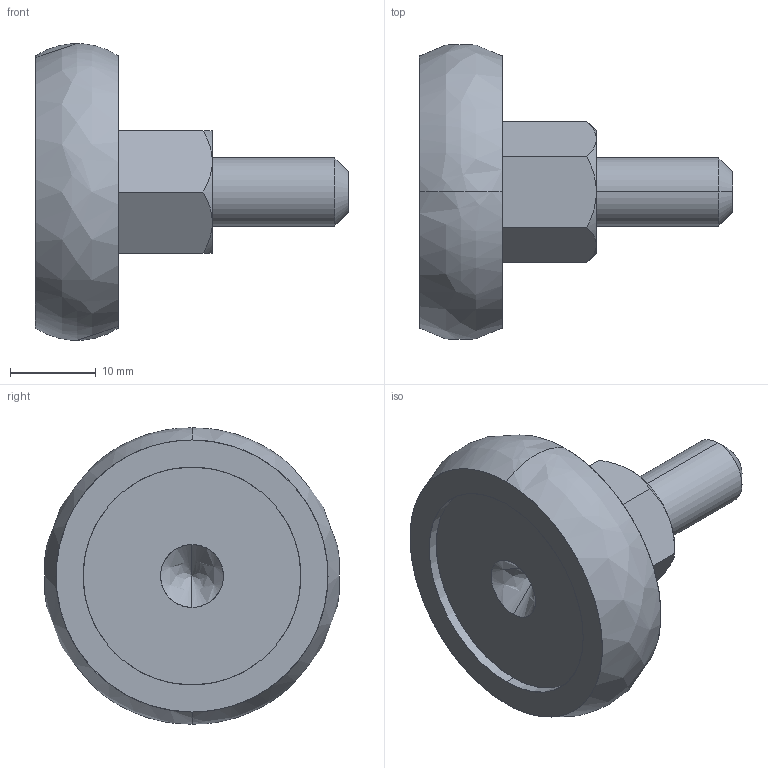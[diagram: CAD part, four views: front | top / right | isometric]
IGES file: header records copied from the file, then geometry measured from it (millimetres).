
Start section: SolidWorks IGES file using analytic representation for surfaces
Global section: file name: CRT_842C4DA57B.igs; native system: SolidWorks 2019; preprocessor: SolidWorks 2019; author: PCM_PROD; date: 230215.203417; units: inch
Bounding box: 36.51 x 34.37 x 34.56 mm (x, y, z)
Surface area: 3824 mm2 (no closed solid volume)
Topology: 0 solids, 0 shells, 30 faces, 574 edges, 572 vertices
Faces by surface type: revolution 16, bspline 14
